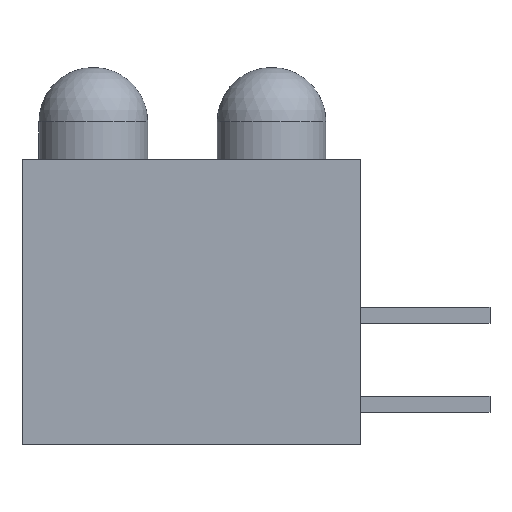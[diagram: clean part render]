
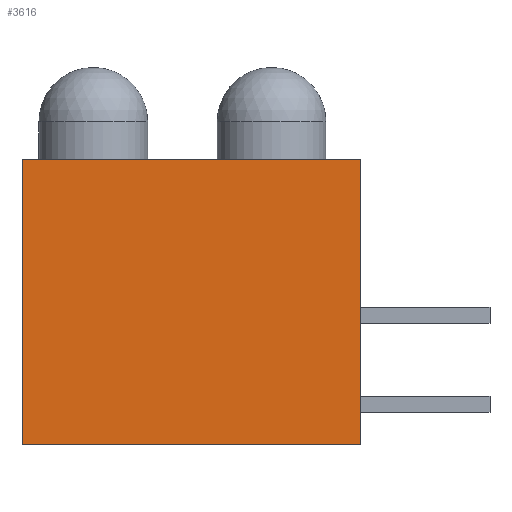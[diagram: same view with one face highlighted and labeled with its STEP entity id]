
A CAD part, left-side view. The second image highlights one B-rep face of the part: STEP entity #3616.
In plain terms, the highlighted planar face has unit normal (-1, 0, 0).
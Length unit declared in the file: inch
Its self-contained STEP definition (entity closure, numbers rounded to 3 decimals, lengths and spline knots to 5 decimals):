
#29=DIRECTION('',(0.,-1.,0.));
#30=VECTOR('',#29,0.38);
#31=CARTESIAN_POINT('',(-0.085,0.,0.));
#32=LINE('',#31,#30);
#1147=DIRECTION('',(0.,0.,-1.));
#1148=VECTOR('',#1147,0.32);
#1149=CARTESIAN_POINT('',(-0.085,0.,0.));
#1150=LINE('',#1149,#1148);
#1151=DIRECTION('',(0.,0.,-1.));
#1152=VECTOR('',#1151,0.32);
#1153=CARTESIAN_POINT('',(-0.085,-0.38,0.));
#1154=LINE('',#1153,#1152);
#1159=DIRECTION('',(0.,-1.,0.));
#1160=VECTOR('',#1159,0.38);
#1161=CARTESIAN_POINT('',(-0.085,0.,-0.32));
#1162=LINE('',#1161,#1160);
#1693=CARTESIAN_POINT('',(-0.085,0.,0.));
#1694=CARTESIAN_POINT('',(-0.085,-0.38,0.));
#1695=VERTEX_POINT('',#1693);
#1696=VERTEX_POINT('',#1694);
#1707=CARTESIAN_POINT('',(-0.085,0.,-0.32));
#1708=CARTESIAN_POINT('',(-0.085,-0.38,-0.32));
#1709=VERTEX_POINT('',#1707);
#1710=VERTEX_POINT('',#1708);
#3603=CARTESIAN_POINT('',(-0.085,0.,0.));
#3604=DIRECTION('',(-1.,0.,0.));
#3605=DIRECTION('',(0.,-1.,0.));
#3606=AXIS2_PLACEMENT_3D('',#3603,#3604,#3605);
#3607=PLANE('',#3606);
#3608=ORIENTED_EDGE('',*,*,#2230,.T.);
#3610=ORIENTED_EDGE('',*,*,#3609,.T.);
#3612=ORIENTED_EDGE('',*,*,#3611,.F.);
#3613=ORIENTED_EDGE('',*,*,#3557,.F.);
#3614=EDGE_LOOP('',(#3608,#3610,#3612,#3613));
#3615=FACE_OUTER_BOUND('',#3614,.F.);
#3616=ADVANCED_FACE('',(#3615),#3607,.T.);
#2230=EDGE_CURVE('',#1695,#1696,#32,.T.);
#3557=EDGE_CURVE('',#1695,#1709,#1150,.T.);
#3609=EDGE_CURVE('',#1696,#1710,#1154,.T.);
#3611=EDGE_CURVE('',#1709,#1710,#1162,.T.);
